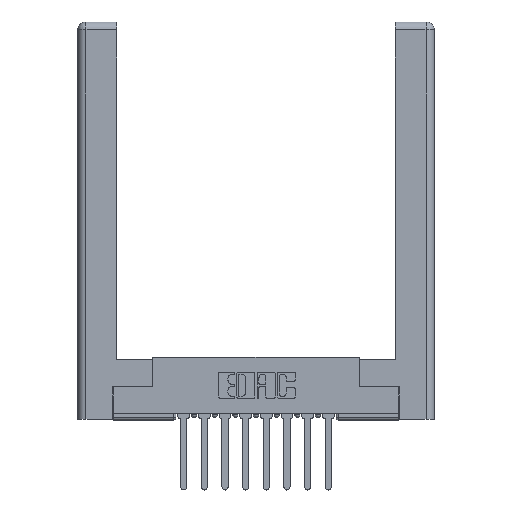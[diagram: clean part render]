
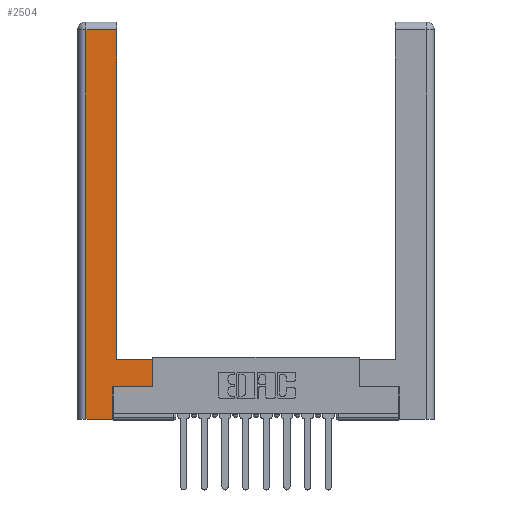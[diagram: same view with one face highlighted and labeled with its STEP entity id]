
A CAD part, top view. The second image highlights one B-rep face of the part: STEP entity #2504.
In plain terms, the highlighted planar face has unit normal (0, 0, 1).
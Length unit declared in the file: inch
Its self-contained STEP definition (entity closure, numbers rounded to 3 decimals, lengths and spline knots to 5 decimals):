
#210 = LINE ( 'NONE', #13015, #1369 ) ;
#213 = ORIENTED_EDGE ( 'NONE', *, *, #7125, .T. ) ;
#242 = CARTESIAN_POINT ( 'NONE',  ( 0.295, 3., 0. ) ) ;
#394 = CARTESIAN_POINT ( 'NONE',  ( 0.0615, 0., 0. ) ) ;
#435 = CARTESIAN_POINT ( 'NONE',  ( 0.295, 2.94, 0. ) ) ;
#492 = VECTOR ( 'NONE', #1161, 39.37008 ) ;
#731 = VECTOR ( 'NONE', #1802, 39.37008 ) ;
#1161 = DIRECTION ( 'NONE',  ( -1., 0., 0. ) ) ;
#1369 = VECTOR ( 'NONE', #10073, 39.37008 ) ;
#1411 = PLANE ( 'NONE',  #12902 ) ;
#1531 = VERTEX_POINT ( 'NONE', #435 ) ;
#1554 = ORIENTED_EDGE ( 'NONE', *, *, #12619, .T. ) ;
#1781 = CARTESIAN_POINT ( 'NONE',  ( 0.265, 0.245, 0. ) ) ;
#1802 = DIRECTION ( 'NONE',  ( 1., 0., 0. ) ) ;
#2128 = ORIENTED_EDGE ( 'NONE', *, *, #2749, .T. ) ;
#2236 = FACE_OUTER_BOUND ( 'NONE', #10645, .T. ) ;
#2255 = VECTOR ( 'NONE', #2863, 39.37008 ) ;
#2504 = ADVANCED_FACE ( 'NONE', ( #2236 ), #1411, .F. ) ;
#2691 = VERTEX_POINT ( 'NONE', #12765 ) ;
#2749 = EDGE_CURVE ( 'NONE', #3285, #6385, #3680, .T. ) ;
#2863 = DIRECTION ( 'NONE',  ( 0., 1., 0. ) ) ;
#3111 = VERTEX_POINT ( 'NONE', #5834 ) ;
#3220 = CARTESIAN_POINT ( 'NONE',  ( 0.295, 0.45, 0. ) ) ;
#3285 = VERTEX_POINT ( 'NONE', #8072 ) ;
#3680 = LINE ( 'NONE', #13102, #492 ) ;
#4248 = LINE ( 'NONE', #10544, #6792 ) ;
#4252 = VERTEX_POINT ( 'NONE', #5512 ) ;
#4935 = CARTESIAN_POINT ( 'NONE',  ( 0.0615, 2.94, 0. ) ) ;
#5110 = DIRECTION ( 'NONE',  ( 0., 1., 0. ) ) ;
#5161 = CARTESIAN_POINT ( 'NONE',  ( 0.265, 0., 0. ) ) ;
#5171 = EDGE_CURVE ( 'NONE', #1531, #9428, #12374, .T. ) ;
#5285 = ORIENTED_EDGE ( 'NONE', *, *, #6427, .T. ) ;
#5512 = CARTESIAN_POINT ( 'NONE',  ( 0.265, 0.245, 0. ) ) ;
#5577 = EDGE_CURVE ( 'NONE', #5903, #4252, #11002, .T. ) ;
#5834 = CARTESIAN_POINT ( 'NONE',  ( 0.565, 0.245, 0. ) ) ;
#5903 = VERTEX_POINT ( 'NONE', #9922 ) ;
#5908 = EDGE_CURVE ( 'NONE', #6385, #1531, #12177, .T. ) ;
#6070 = ORIENTED_EDGE ( 'NONE', *, *, #5171, .T. ) ;
#6385 = VERTEX_POINT ( 'NONE', #3220 ) ;
#6427 = EDGE_CURVE ( 'NONE', #2691, #5903, #12866, .T. ) ;
#6549 = DIRECTION ( 'NONE',  ( -1., 0., 0. ) ) ;
#6585 = EDGE_CURVE ( 'NONE', #9428, #2691, #10625, .T. ) ;
#6792 = VECTOR ( 'NONE', #5110, 39.37008 ) ;
#7125 = EDGE_CURVE ( 'NONE', #3111, #3285, #4248, .T. ) ;
#7324 = ORIENTED_EDGE ( 'NONE', *, *, #5577, .T. ) ;
#8072 = CARTESIAN_POINT ( 'NONE',  ( 0.565, 0.45, 0. ) ) ;
#8713 = CARTESIAN_POINT ( 'NONE',  ( 0.0615, 2.94, 0. ) ) ;
#9050 = CARTESIAN_POINT ( 'NONE',  ( 0., 0., 0. ) ) ;
#9146 = VECTOR ( 'NONE', #13210, 39.37008 ) ;
#9428 = VERTEX_POINT ( 'NONE', #4935 ) ;
#9765 = ORIENTED_EDGE ( 'NONE', *, *, #5908, .T. ) ;
#9922 = CARTESIAN_POINT ( 'NONE',  ( 0.265, 0., 0. ) ) ;
#10073 = DIRECTION ( 'NONE',  ( 1., 0., 0. ) ) ;
#10544 = CARTESIAN_POINT ( 'NONE',  ( 0.565, 0.45, 0. ) ) ;
#10625 = LINE ( 'NONE', #394, #11307 ) ;
#10645 = EDGE_LOOP ( 'NONE', ( #9765, #6070, #10963, #5285, #7324, #1554, #213, #2128 ) ) ;
#10923 = DIRECTION ( 'NONE',  ( -1., 0., 0. ) ) ;
#10963 = ORIENTED_EDGE ( 'NONE', *, *, #6585, .T. ) ;
#11002 = LINE ( 'NONE', #1781, #2255 ) ;
#11118 = DIRECTION ( 'NONE',  ( 0., -1., 0. ) ) ;
#11307 = VECTOR ( 'NONE', #11118, 39.37008 ) ;
#12177 = LINE ( 'NONE', #242, #9146 ) ;
#12190 = VECTOR ( 'NONE', #10923, 39.37008 ) ;
#12374 = LINE ( 'NONE', #8713, #12190 ) ;
#12619 = EDGE_CURVE ( 'NONE', #4252, #3111, #210, .T. ) ;
#12765 = CARTESIAN_POINT ( 'NONE',  ( 0.0615, 0., 0. ) ) ;
#12866 = LINE ( 'NONE', #5161, #731 ) ;
#12902 = AXIS2_PLACEMENT_3D ( 'NONE', #9050, #13213, #6549 ) ;
#13015 = CARTESIAN_POINT ( 'NONE',  ( 0.565, 0.245, 0. ) ) ;
#13102 = CARTESIAN_POINT ( 'NONE',  ( 0.295, 0.45, 0. ) ) ;
#13210 = DIRECTION ( 'NONE',  ( 0., 1., 0. ) ) ;
#13213 = DIRECTION ( 'NONE',  ( 0., 0., -1. ) ) ;
